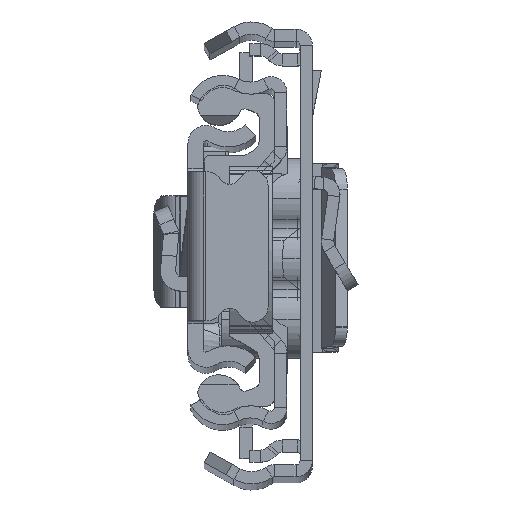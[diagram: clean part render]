
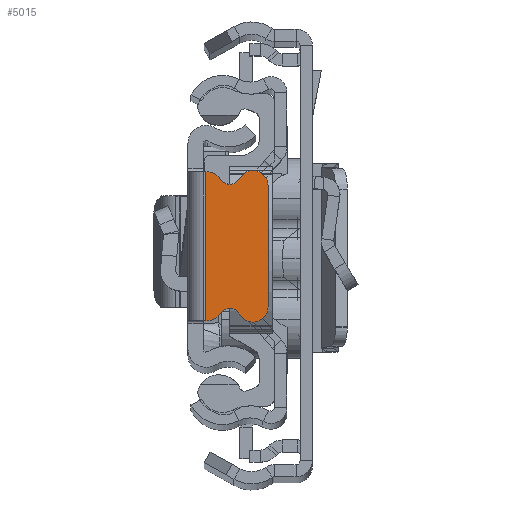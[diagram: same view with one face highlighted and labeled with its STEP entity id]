
A CAD part, top view. The second image highlights one B-rep face of the part: STEP entity #5015.
In plain terms, the highlighted planar face has unit normal (0, 0, 1).
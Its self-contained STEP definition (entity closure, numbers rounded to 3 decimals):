
#252 = CARTESIAN_POINT ( 'NONE',  ( -7.929, -6., 0. ) ) ;
#457 = EDGE_CURVE ( 'NONE', #26421, #18172, #14374, .T. ) ;
#864 = EDGE_CURVE ( 'NONE', #18053, #10200, #4978, .T. ) ;
#999 = CARTESIAN_POINT ( 'NONE',  ( -6.429, 6., 0. ) ) ;
#1150 = CIRCLE ( 'NONE', #18787, 1.1 ) ;
#2044 = CARTESIAN_POINT ( 'NONE',  ( -7.929, 6., 0. ) ) ;
#3224 = CARTESIAN_POINT ( 'NONE',  ( -1.929, 5.87, 0. ) ) ;
#3526 = CARTESIAN_POINT ( 'NONE',  ( -5.109, 6.713, 0. ) ) ;
#3598 = CARTESIAN_POINT ( 'NONE',  ( -1.929, 7.37, 0. ) ) ;
#3876 = VECTOR ( 'NONE', #12082, 1000. ) ;
#3889 = CARTESIAN_POINT ( 'NONE',  ( -4.142, -7.236, 0. ) ) ;
#4487 = VERTEX_POINT ( 'NONE', #252 ) ;
#4973 = ORIENTED_EDGE ( 'NONE', *, *, #6342, .T. ) ;
#4978 = CIRCLE ( 'NONE', #10150, 1.5 ) ;
#4989 = EDGE_CURVE ( 'NONE', #25356, #26421, #21721, .T. ) ;
#5015 = ADVANCED_FACE ( 'NONE', ( #26423 ), #13812, .T. ) ;
#5513 = DIRECTION ( 'NONE',  ( 0., 0., 1. ) ) ;
#5576 = AXIS2_PLACEMENT_3D ( 'NONE', #8038, #19842, #24276 ) ;
#5588 = CARTESIAN_POINT ( 'NONE',  ( -1.75, 0., 0. ) ) ;
#5756 = ORIENTED_EDGE ( 'NONE', *, *, #4989, .F. ) ;
#5824 = VECTOR ( 'NONE', #11997, 1000. ) ;
#6195 = ORIENTED_EDGE ( 'NONE', *, *, #457, .F. ) ;
#6342 = EDGE_CURVE ( 'NONE', #10200, #24373, #1150, .T. ) ;
#6774 = CARTESIAN_POINT ( 'NONE',  ( -1.929, -5.87, 0. ) ) ;
#6778 = AXIS2_PLACEMENT_3D ( 'NONE', #25815, #5513, #11726 ) ;
#6873 = DIRECTION ( 'NONE',  ( 0., -1., 0. ) ) ;
#7120 = EDGE_LOOP ( 'NONE', ( #5756, #12655, #23176, #4973, #13773, #20809, #20324, #12057, #25995, #6195 ) ) ;
#7541 = DIRECTION ( 'NONE',  ( -1., 0., 0. ) ) ;
#7869 = DIRECTION ( 'NONE',  ( 0., 0., -1. ) ) ;
#8038 = CARTESIAN_POINT ( 'NONE',  ( 344.071, 0., 0. ) ) ;
#8379 = AXIS2_PLACEMENT_3D ( 'NONE', #3889, #26204, #10216 ) ;
#8628 = LINE ( 'NONE', #17201, #11876 ) ;
#10150 = AXIS2_PLACEMENT_3D ( 'NONE', #3224, #25941, #7541 ) ;
#10200 = VERTEX_POINT ( 'NONE', #25014 ) ;
#10216 = DIRECTION ( 'NONE',  ( -1., 0., 0. ) ) ;
#10254 = EDGE_CURVE ( 'NONE', #25423, #4487, #8628, .T. ) ;
#11262 = DIRECTION ( 'NONE',  ( -1., 0., 0. ) ) ;
#11477 = AXIS2_PLACEMENT_3D ( 'NONE', #999, #23055, #11262 ) ;
#11726 = DIRECTION ( 'NONE',  ( 1., 0., 0. ) ) ;
#11876 = VECTOR ( 'NONE', #6873, 1000. ) ;
#11997 = DIRECTION ( 'NONE',  ( 1., 0., 0. ) ) ;
#12057 = ORIENTED_EDGE ( 'NONE', *, *, #18766, .T. ) ;
#12082 = DIRECTION ( 'NONE',  ( 0., -1., 0. ) ) ;
#12605 = EDGE_CURVE ( 'NONE', #16606, #18172, #23715, .T. ) ;
#12655 = ORIENTED_EDGE ( 'NONE', *, *, #24004, .F. ) ;
#12850 = DIRECTION ( 'NONE',  ( 1., 0., 0. ) ) ;
#13773 = ORIENTED_EDGE ( 'NONE', *, *, #24827, .T. ) ;
#13812 = PLANE ( 'NONE',  #5576 ) ;
#14374 = LINE ( 'NONE', #14509, #17881 ) ;
#14509 = CARTESIAN_POINT ( 'NONE',  ( -1.929, -7.37, 0. ) ) ;
#15496 = CARTESIAN_POINT ( 'NONE',  ( -1.75, 7.37, 0. ) ) ;
#15664 = CIRCLE ( 'NONE', #8379, 1.1 ) ;
#16606 = VERTEX_POINT ( 'NONE', #20613 ) ;
#17141 = CARTESIAN_POINT ( 'NONE',  ( -1.929, 7.37, 0. ) ) ;
#17201 = CARTESIAN_POINT ( 'NONE',  ( -7.929, -6., 0. ) ) ;
#17881 = VECTOR ( 'NONE', #22681, 1000. ) ;
#18053 = VERTEX_POINT ( 'NONE', #17141 ) ;
#18172 = VERTEX_POINT ( 'NONE', #21701 ) ;
#18355 = CIRCLE ( 'NONE', #6778, 1.5 ) ;
#18766 = EDGE_CURVE ( 'NONE', #24826, #16606, #15664, .T. ) ;
#18787 = AXIS2_PLACEMENT_3D ( 'NONE', #25996, #7869, #21696 ) ;
#19008 = DIRECTION ( 'NONE',  ( 0., 0., 1. ) ) ;
#19182 = CARTESIAN_POINT ( 'NONE',  ( -5.109, -6.713, 0. ) ) ;
#19842 = DIRECTION ( 'NONE',  ( 0., 0., 1. ) ) ;
#20324 = ORIENTED_EDGE ( 'NONE', *, *, #25783, .T. ) ;
#20613 = CARTESIAN_POINT ( 'NONE',  ( -3.206, -6.658, 0. ) ) ;
#20809 = ORIENTED_EDGE ( 'NONE', *, *, #10254, .T. ) ;
#21696 = DIRECTION ( 'NONE',  ( 1., 0., 0. ) ) ;
#21701 = CARTESIAN_POINT ( 'NONE',  ( -1.929, -7.37, 0. ) ) ;
#21721 = LINE ( 'NONE', #5588, #3876 ) ;
#22681 = DIRECTION ( 'NONE',  ( -1., 0., 0. ) ) ;
#23055 = DIRECTION ( 'NONE',  ( 0., 0., 1. ) ) ;
#23176 = ORIENTED_EDGE ( 'NONE', *, *, #864, .T. ) ;
#23300 = CARTESIAN_POINT ( 'NONE',  ( -1.75, -7.37, 0. ) ) ;
#23715 = CIRCLE ( 'NONE', #26306, 1.5 ) ;
#24004 = EDGE_CURVE ( 'NONE', #18053, #25356, #24046, .T. ) ;
#24046 = LINE ( 'NONE', #3598, #5824 ) ;
#24276 = DIRECTION ( 'NONE',  ( 1., 0., 0. ) ) ;
#24373 = VERTEX_POINT ( 'NONE', #3526 ) ;
#24826 = VERTEX_POINT ( 'NONE', #19182 ) ;
#24827 = EDGE_CURVE ( 'NONE', #24373, #25423, #26470, .T. ) ;
#25014 = CARTESIAN_POINT ( 'NONE',  ( -3.206, 6.658, 0. ) ) ;
#25356 = VERTEX_POINT ( 'NONE', #15496 ) ;
#25423 = VERTEX_POINT ( 'NONE', #2044 ) ;
#25783 = EDGE_CURVE ( 'NONE', #4487, #24826, #18355, .T. ) ;
#25815 = CARTESIAN_POINT ( 'NONE',  ( -6.429, -6., 0. ) ) ;
#25941 = DIRECTION ( 'NONE',  ( 0., 0., 1. ) ) ;
#25995 = ORIENTED_EDGE ( 'NONE', *, *, #12605, .T. ) ;
#25996 = CARTESIAN_POINT ( 'NONE',  ( -4.142, 7.236, 0. ) ) ;
#26204 = DIRECTION ( 'NONE',  ( 0., 0., -1. ) ) ;
#26306 = AXIS2_PLACEMENT_3D ( 'NONE', #6774, #19008, #12850 ) ;
#26421 = VERTEX_POINT ( 'NONE', #23300 ) ;
#26423 = FACE_OUTER_BOUND ( 'NONE', #7120, .T. ) ;
#26470 = CIRCLE ( 'NONE', #11477, 1.5 ) ;
